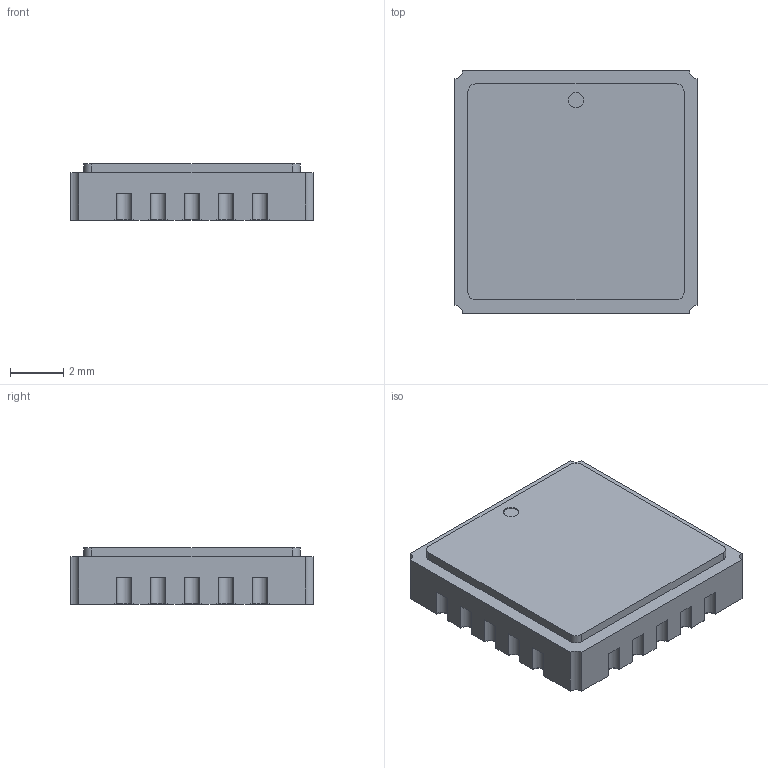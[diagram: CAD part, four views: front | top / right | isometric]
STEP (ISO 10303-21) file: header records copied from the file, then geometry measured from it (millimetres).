
FILE_DESCRIPTION (( 'STEP AP214' ), '1' );
FILE_NAME ('User Library-CLCC-20.STEP', '2018-03-03T08:55:47', ( '' ), ( '' ), 'SwSTEP 2.0', 'SolidWorks 2018', '' );
FILE_SCHEMA (( 'AUTOMOTIVE_DESIGN' ));
Length unit declared in the file: millimetre
Products named in the file (4): User Library-CLCC-20_BODY_1; User Library-CLCC-20_PADS_1; User Library-CLCC-20; User Library-CLCC-20_COVER_1
Assembly tree (3 placements, depth 2):
  User Library-CLCC-20
    User Library-CLCC-20_BODY_1
    User Library-CLCC-20_PADS_1
    User Library-CLCC-20_COVER_1
Bounding box: 9.09 x 9.09 x 2.11 mm (x, y, z)
Volume: 165.7 mm3; surface area: 455.6 mm2
Topology: 22 solids, 22 shells, 368 faces, 963 edges, 642 vertices
Faces by surface type: plane 283, cylinder 85
Entity records: 15610 total; most frequent: CARTESIAN_POINT 1979, ORIENTED_EDGE 1926, DIRECTION 1881, EDGE_CURVE 963, LINE 793, VECTOR 793, VERTEX_POINT 642, AXIS2_PLACEMENT_3D 544
